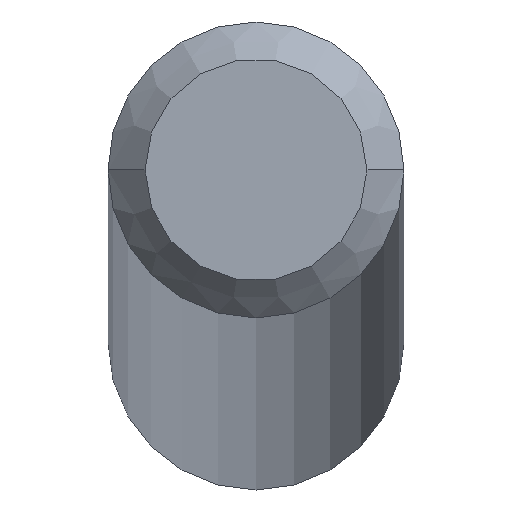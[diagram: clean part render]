
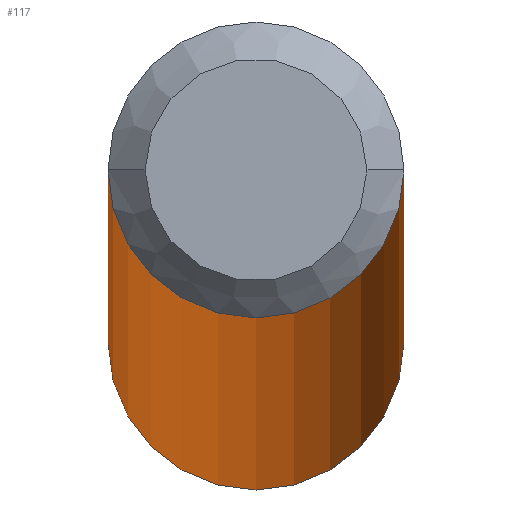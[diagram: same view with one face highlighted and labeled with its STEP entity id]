
A CAD part, top view. The second image highlights one B-rep face of the part: STEP entity #117.
In plain terms, the highlighted cylindrical face has radius 1.5 mm (diameter 3 mm), a partial arc.
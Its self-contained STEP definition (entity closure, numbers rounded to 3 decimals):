
#2 = AXIS2_PLACEMENT_3D ( 'NONE', #9, #52, #32 ) ;
#9 = CARTESIAN_POINT ( 'NONE',  ( 0., 0., -499.625 ) ) ;
#15 = CARTESIAN_POINT ( 'NONE',  ( 1.5, 0., -500. ) ) ;
#30 = CARTESIAN_POINT ( 'NONE',  ( -1.5, 0., 499.625 ) ) ;
#31 = CARTESIAN_POINT ( 'NONE',  ( 1.5, 0., -499.625 ) ) ;
#32 = DIRECTION ( 'NONE',  ( -1., 0., 0. ) ) ;
#35 = DIRECTION ( 'NONE',  ( -1., 0., 0. ) ) ;
#36 = VERTEX_POINT ( 'NONE', #165 ) ;
#41 = LINE ( 'NONE', #15, #274 ) ;
#43 = CIRCLE ( 'NONE', #145, 1.5 ) ;
#48 = CARTESIAN_POINT ( 'NONE',  ( 0., 0., -500. ) ) ;
#52 = DIRECTION ( 'NONE',  ( 0., 0., -1. ) ) ;
#56 = DIRECTION ( 'NONE',  ( 0., 0., -1. ) ) ;
#66 = EDGE_LOOP ( 'NONE', ( #275, #244, #92, #197 ) ) ;
#67 = EDGE_CURVE ( 'NONE', #128, #214, #43, .T. ) ;
#71 = LINE ( 'NONE', #265, #88 ) ;
#79 = DIRECTION ( 'NONE',  ( 0., 0., -1. ) ) ;
#88 = VECTOR ( 'NONE', #79, 1000. ) ;
#92 = ORIENTED_EDGE ( 'NONE', *, *, #196, .T. ) ;
#98 = CARTESIAN_POINT ( 'NONE',  ( 0., 0., 499.625 ) ) ;
#108 = CIRCLE ( 'NONE', #2, 1.5 ) ;
#112 = FACE_OUTER_BOUND ( 'NONE', #66, .T. ) ;
#117 = ADVANCED_FACE ( 'NONE', ( #112 ), #147, .T. ) ;
#120 = DIRECTION ( 'NONE',  ( 0., 0., -1. ) ) ;
#126 = CARTESIAN_POINT ( 'NONE',  ( 1.5, 0., 499.625 ) ) ;
#128 = VERTEX_POINT ( 'NONE', #126 ) ;
#132 = EDGE_CURVE ( 'NONE', #128, #233, #41, .T. ) ;
#145 = AXIS2_PLACEMENT_3D ( 'NONE', #98, #120, #245 ) ;
#147 = CYLINDRICAL_SURFACE ( 'NONE', #180, 1.5 ) ;
#165 = CARTESIAN_POINT ( 'NONE',  ( -1.5, 0., -499.625 ) ) ;
#180 = AXIS2_PLACEMENT_3D ( 'NONE', #48, #225, #35 ) ;
#195 = EDGE_CURVE ( 'NONE', #233, #36, #108, .T. ) ;
#196 = EDGE_CURVE ( 'NONE', #214, #36, #71, .T. ) ;
#197 = ORIENTED_EDGE ( 'NONE', *, *, #195, .F. ) ;
#214 = VERTEX_POINT ( 'NONE', #30 ) ;
#225 = DIRECTION ( 'NONE',  ( 0., 0., -1. ) ) ;
#233 = VERTEX_POINT ( 'NONE', #31 ) ;
#244 = ORIENTED_EDGE ( 'NONE', *, *, #67, .T. ) ;
#245 = DIRECTION ( 'NONE',  ( -1., 0., 0. ) ) ;
#265 = CARTESIAN_POINT ( 'NONE',  ( -1.5, 0., -500. ) ) ;
#274 = VECTOR ( 'NONE', #56, 1000. ) ;
#275 = ORIENTED_EDGE ( 'NONE', *, *, #132, .F. ) ;
